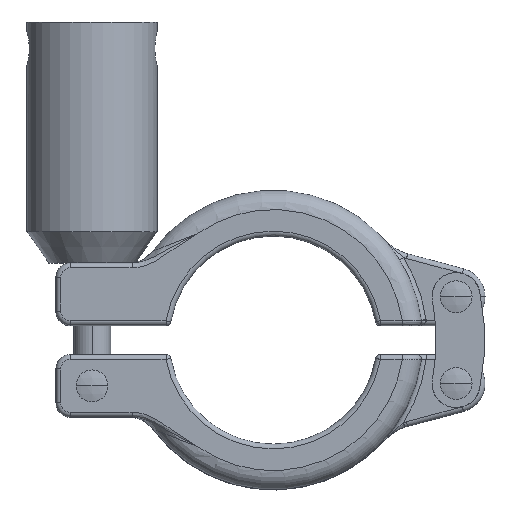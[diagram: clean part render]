
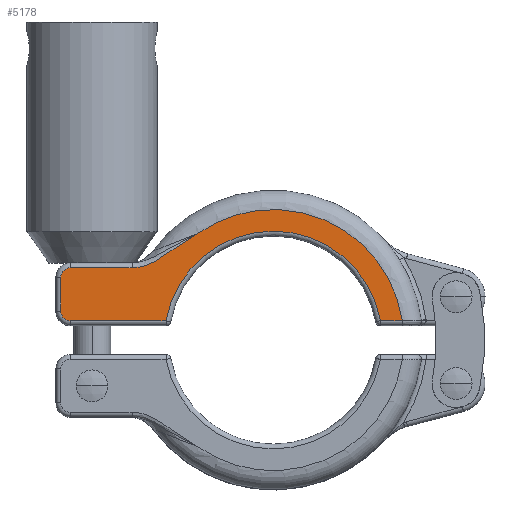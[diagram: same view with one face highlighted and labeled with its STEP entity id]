
A CAD part, top view. The second image highlights one B-rep face of the part: STEP entity #5178.
In plain terms, the highlighted planar face has unit normal (0, 0, 1).
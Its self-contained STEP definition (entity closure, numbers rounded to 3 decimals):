
#70 = AXIS2_PLACEMENT_3D ( 'NONE', #825, #2838, #3849 ) ;
#111 = CIRCLE ( 'NONE', #7637, 2. ) ;
#549 = VECTOR ( 'NONE', #9467, 1000. ) ;
#825 = CARTESIAN_POINT ( 'NONE',  ( 0., 0., 8.5 ) ) ;
#882 = CARTESIAN_POINT ( 'NONE',  ( -21.201, 18.494, 8.5 ) ) ;
#1018 = CARTESIAN_POINT ( 'NONE',  ( -26.165, 15.581, 8.5 ) ) ;
#1245 = LINE ( 'NONE', #3330, #549 ) ;
#1252 = EDGE_CURVE ( 'NONE', #5065, #7177, #2270, .T. ) ;
#1264 = VERTEX_POINT ( 'NONE', #8593 ) ;
#1326 = EDGE_CURVE ( 'NONE', #4582, #1464, #3197, .T. ) ;
#1464 = VERTEX_POINT ( 'NONE', #3516 ) ;
#1539 = VERTEX_POINT ( 'NONE', #7351 ) ;
#1808 = VECTOR ( 'NONE', #7687, 1000. ) ;
#1832 = ORIENTED_EDGE ( 'NONE', *, *, #11160, .T. ) ;
#1938 = CARTESIAN_POINT ( 'NONE',  ( -44.1, 6., 8.5 ) ) ;
#1956 = DIRECTION ( 'NONE',  ( 0., 0., 1. ) ) ;
#2270 = LINE ( 'NONE', #5300, #3411 ) ;
#2410 = AXIS2_PLACEMENT_3D ( 'NONE', #5146, #10152, #11090 ) ;
#2630 = EDGE_CURVE ( 'NONE', #7177, #1264, #111, .T. ) ;
#2710 = CARTESIAN_POINT ( 'NONE',  ( -21.391, 4., 8.5 ) ) ;
#2776 = EDGE_LOOP ( 'NONE', ( #7330, #11382, #12881, #6415, #9206, #10182, #1832, #2876, #11165 ) ) ;
#2838 = DIRECTION ( 'NONE',  ( 0., 0., 1. ) ) ;
#2876 = ORIENTED_EDGE ( 'NONE', *, *, #9073, .T. ) ;
#2961 = CARTESIAN_POINT ( 'NONE',  ( -19.627, 19.604, 8.5 ) ) ;
#3165 = DIRECTION ( 'NONE',  ( 1., 0., 0. ) ) ;
#3197 = CIRCLE ( 'NONE', #9439, 2. ) ;
#3330 = CARTESIAN_POINT ( 'NONE',  ( 26.933, 4., 8.5 ) ) ;
#3411 = VECTOR ( 'NONE', #6444, 1000. ) ;
#3516 = CARTESIAN_POINT ( 'NONE',  ( -42.1, 4., 8.5 ) ) ;
#3640 = CARTESIAN_POINT ( 'NONE',  ( -42.1, 15., 8.5 ) ) ;
#3849 = DIRECTION ( 'NONE',  ( 1., 0., 0. ) ) ;
#3908 = CARTESIAN_POINT ( 'NONE',  ( -27.083, 15.29, 8.5 ) ) ;
#4099 = CARTESIAN_POINT ( 'NONE',  ( -28.016, 15.077, 8.5 ) ) ;
#4471 = CARTESIAN_POINT ( 'NONE',  ( -22.243, 4., 8.5 ) ) ;
#4582 = VERTEX_POINT ( 'NONE', #9553 ) ;
#4800 = LINE ( 'NONE', #2710, #1808 ) ;
#4988 = DIRECTION ( 'NONE',  ( 1., 0., 0. ) ) ;
#4996 = CARTESIAN_POINT ( 'NONE',  ( -25.863, 15.698, 8.5 ) ) ;
#5065 = VERTEX_POINT ( 'NONE', #7822 ) ;
#5146 = CARTESIAN_POINT ( 'NONE',  ( 0., 0., 8.5 ) ) ;
#5178 = ADVANCED_FACE ( 'NONE', ( #10076 ), #8017, .T. ) ;
#5300 = CARTESIAN_POINT ( 'NONE',  ( -42.1, 15., 8.5 ) ) ;
#5437 = DIRECTION ( 'NONE',  ( 0., 0., 1. ) ) ;
#6141 = CARTESIAN_POINT ( 'NONE',  ( -15.824, 22., 8.5 ) ) ;
#6209 = DIRECTION ( 'NONE',  ( 0., 0., 1. ) ) ;
#6415 = ORIENTED_EDGE ( 'NONE', *, *, #2630, .T. ) ;
#6444 = DIRECTION ( 'NONE',  ( -1., 0., 0. ) ) ;
#6565 = VECTOR ( 'NONE', #6978, 1000. ) ;
#6692 = EDGE_CURVE ( 'NONE', #1264, #4582, #7174, .T. ) ;
#6812 = EDGE_CURVE ( 'NONE', #7343, #1539, #1245, .T. ) ;
#6978 = DIRECTION ( 'NONE',  ( 0., -1., 0. ) ) ;
#7007 = CARTESIAN_POINT ( 'NONE',  ( -16.945, 21.372, 8.5 ) ) ;
#7174 = LINE ( 'NONE', #1938, #6565 ) ;
#7177 = VERTEX_POINT ( 'NONE', #3640 ) ;
#7205 = CARTESIAN_POINT ( 'NONE',  ( -24.388, 16.338, 8.5 ) ) ;
#7330 = ORIENTED_EDGE ( 'NONE', *, *, #11635, .T. ) ;
#7343 = VERTEX_POINT ( 'NONE', #9234 ) ;
#7351 = CARTESIAN_POINT ( 'NONE',  ( 26.803, 4., 8.5 ) ) ;
#7373 = DIRECTION ( 'NONE',  ( 1., 0., 0. ) ) ;
#7637 = AXIS2_PLACEMENT_3D ( 'NONE', #11343, #6209, #3165 ) ;
#7687 = DIRECTION ( 'NONE',  ( 1., 0., 0. ) ) ;
#7822 = CARTESIAN_POINT ( 'NONE',  ( -29.299, 15., 8.5 ) ) ;
#8011 = CARTESIAN_POINT ( 'NONE',  ( -29.299, 15., 8.5 ) ) ;
#8017 = PLANE ( 'NONE',  #70 ) ;
#8145 = CARTESIAN_POINT ( 'NONE',  ( -23.31, 17.03, 8.5 ) ) ;
#8593 = CARTESIAN_POINT ( 'NONE',  ( -44.1, 13., 8.5 ) ) ;
#9026 = CARTESIAN_POINT ( 'NONE',  ( 0., 0., 8.5 ) ) ;
#9033 = CARTESIAN_POINT ( 'NONE',  ( -26.775, 15.377, 8.5 ) ) ;
#9073 = EDGE_CURVE ( 'NONE', #9841, #7343, #10180, .T. ) ;
#9206 = ORIENTED_EDGE ( 'NONE', *, *, #6692, .T. ) ;
#9234 = CARTESIAN_POINT ( 'NONE',  ( 22.243, 4., 8.5 ) ) ;
#9405 = EDGE_CURVE ( 'NONE', #11749, #5065, #12430, .T. ) ;
#9439 = AXIS2_PLACEMENT_3D ( 'NONE', #10569, #5437, #7373 ) ;
#9467 = DIRECTION ( 'NONE',  ( 1., 0., 0. ) ) ;
#9553 = CARTESIAN_POINT ( 'NONE',  ( -44.1, 6., 8.5 ) ) ;
#9841 = VERTEX_POINT ( 'NONE', #4471 ) ;
#10076 = FACE_OUTER_BOUND ( 'NONE', #2776, .T. ) ;
#10152 = DIRECTION ( 'NONE',  ( 0., 0., -1. ) ) ;
#10180 = CIRCLE ( 'NONE', #2410, 22.6 ) ;
#10182 = ORIENTED_EDGE ( 'NONE', *, *, #1326, .T. ) ;
#10194 = CARTESIAN_POINT ( 'NONE',  ( -15.824, 22., 8.5 ) ) ;
#10569 = CARTESIAN_POINT ( 'NONE',  ( -42.1, 6., 8.5 ) ) ;
#11090 = DIRECTION ( 'NONE',  ( 1., 0., 0. ) ) ;
#11160 = EDGE_CURVE ( 'NONE', #1464, #9841, #4800, .T. ) ;
#11165 = ORIENTED_EDGE ( 'NONE', *, *, #6812, .T. ) ;
#11343 = CARTESIAN_POINT ( 'NONE',  ( -42.1, 13., 8.5 ) ) ;
#11382 = ORIENTED_EDGE ( 'NONE', *, *, #9405, .T. ) ;
#11635 = EDGE_CURVE ( 'NONE', #1539, #11749, #11706, .T. ) ;
#11706 = CIRCLE ( 'NONE', #12349, 27.1 ) ;
#11749 = VERTEX_POINT ( 'NONE', #10194 ) ;
#12120 = CARTESIAN_POINT ( 'NONE',  ( -20.152, 19.235, 8.5 ) ) ;
#12349 = AXIS2_PLACEMENT_3D ( 'NONE', #9026, #1956, #4988 ) ;
#12430 = B_SPLINE_CURVE_WITH_KNOTS ( 'NONE', 3,
 ( #6141, #7007, #13256, #2961, #12120, #882, #13185, #8145, #7205, #4996, #1018, #9033, #3908, #4099, #13114, #8011 ),
 .UNSPECIFIED., .F., .F.,
 ( 4, 2, 2, 2, 2, 2, 2, 4 ),
 ( 0., 0.004, 0.006, 0.008, 0.012, 0.012, 0.013, 0.015 ),
 .UNSPECIFIED. ) ;
#12881 = ORIENTED_EDGE ( 'NONE', *, *, #1252, .T. ) ;
#13114 = CARTESIAN_POINT ( 'NONE',  ( -28.65, 15., 8.5 ) ) ;
#13185 = CARTESIAN_POINT ( 'NONE',  ( -21.724, 18.121, 8.5 ) ) ;
#13256 = CARTESIAN_POINT ( 'NONE',  ( -18.032, 20.685, 8.5 ) ) ;
